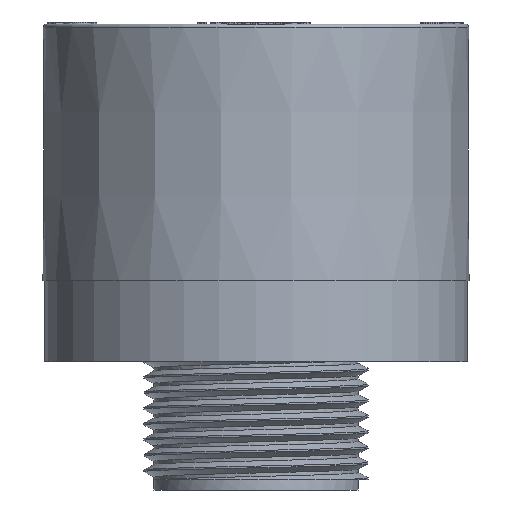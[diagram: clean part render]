
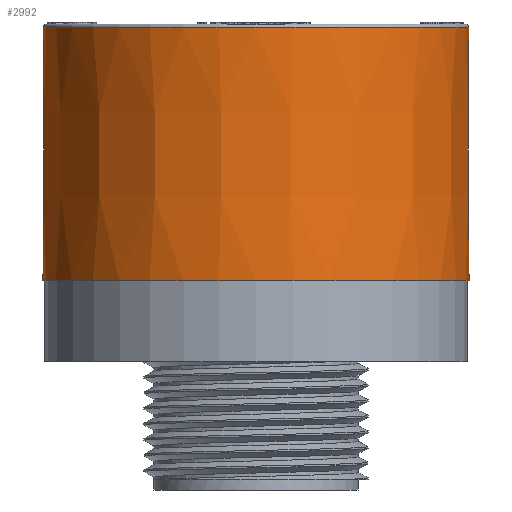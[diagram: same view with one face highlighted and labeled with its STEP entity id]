
A CAD part, front view. The second image highlights one B-rep face of the part: STEP entity #2992.
In plain terms, the highlighted conical face has half-angle 0.075 degrees and reference radius 31.5 mm.
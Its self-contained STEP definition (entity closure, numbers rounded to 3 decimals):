
#115=CONICAL_SURFACE('',#10869,31.5,0.075);
#2992=ADVANCED_FACE('',(#4103,#4104),#115,.T.);
#4103=FACE_BOUND('',#4180,.T.);
#4104=FACE_BOUND('',#4181,.T.);
#4180=EDGE_LOOP('',(#5234));
#4181=EDGE_LOOP('',(#5235));
#5234=ORIENTED_EDGE('',*,*,#9588,.F.);
#5235=ORIENTED_EDGE('',*,*,#9587,.T.);
#8482=VERTEX_POINT('',#17536);
#8483=VERTEX_POINT('',#17539);
#9587=EDGE_CURVE('',#8482,#8482,#10812,.T.);
#9588=EDGE_CURVE('',#8483,#8483,#10813,.T.);
#10812=CIRCLE('',#10866,31.501);
#10813=CIRCLE('',#10868,31.55);
#10866=AXIS2_PLACEMENT_3D('',#17535,#11469,#11470);
#10868=AXIS2_PLACEMENT_3D('',#17538,#11473,#11474);
#10869=AXIS2_PLACEMENT_3D('',#17540,#11475,#11476);
#11469=DIRECTION('',(0.,0.,-1.));
#11470=DIRECTION('',(0.,-1.,0.));
#11473=DIRECTION('',(0.,0.,-1.));
#11474=DIRECTION('',(0.,1.,0.));
#11475=DIRECTION('',(0.,0.,-1.));
#11476=DIRECTION('',(0.,1.,0.));
#17535=CARTESIAN_POINT('',(-57.,562.5,22.997));
#17536=CARTESIAN_POINT('',(-57.,530.999,22.997));
#17538=CARTESIAN_POINT('',(-57.,562.5,-14.504));
#17539=CARTESIAN_POINT('',(-57.,594.05,-14.504));
#17540=CARTESIAN_POINT('',(-57.,562.5,23.496));
